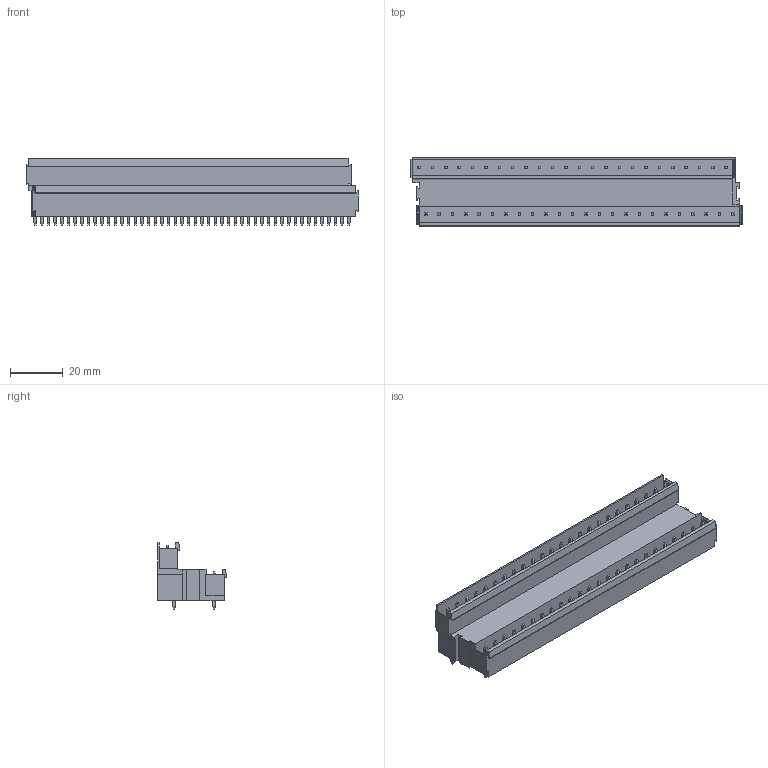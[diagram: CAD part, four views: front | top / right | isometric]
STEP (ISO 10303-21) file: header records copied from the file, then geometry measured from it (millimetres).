
FILE_DESCRIPTION(('CATIA V5 STEP Exchange','CAx-IF Rec.Pracs.--- Model Styling and Organization---1.2---2011-12-15'),'2;1');
FILE_NAME ('D1455016_0_1726960000_1726960000.stp','2018-11-03T12:52:07+00:00',('none'),('Weidmueller'),'CATIA Version 5-6 Release 2014','CATIA V5 STEP AP214','none');
FILE_SCHEMA(('AUTOMOTIVE_DESIGN { 1 0 10303 214 1 1 1 1 }'));
Length unit declared in the file: millimetre
Products named in the file (1): 1726960000
Bounding box: 126.46 x 26.28 x 25.36 mm (x, y, z)
Volume: 35302.3 mm3; surface area: 22581.2 mm2
Topology: 49 solids, 49 shells, 1335 faces, 3319 edges, 2082 vertices
Faces by surface type: plane 1143, cylinder 192
Entity records: 34190 total; most frequent: ORIENTED_EDGE 6638, CARTESIAN_POINT 6269, DIRECTION 3901, EDGE_CURVE 3319, VECTOR 2551, LINE 2551, VERTEX_POINT 2082, EDGE_LOOP 1431
